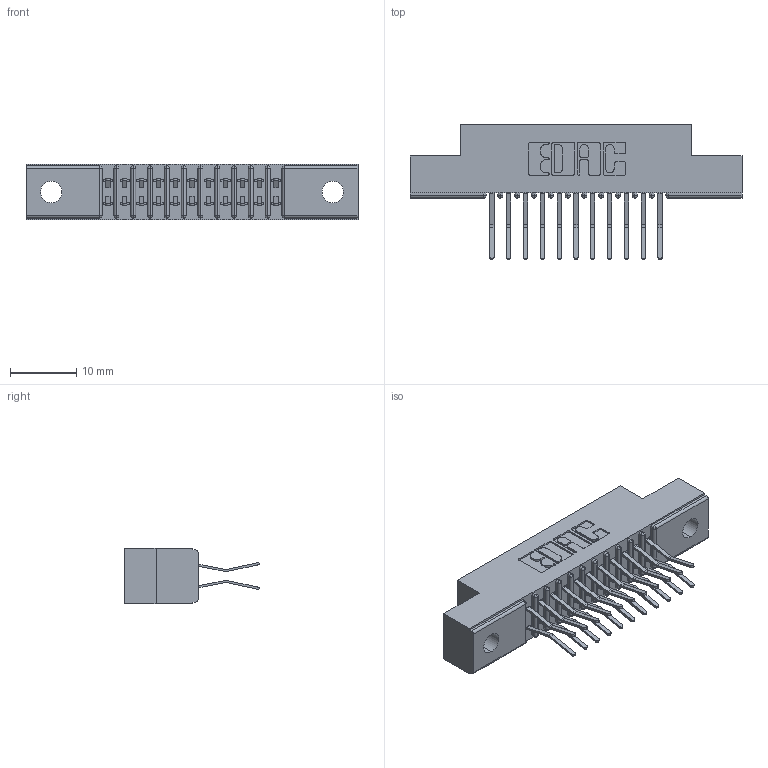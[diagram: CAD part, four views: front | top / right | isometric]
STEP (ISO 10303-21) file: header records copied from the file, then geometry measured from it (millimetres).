
FILE_DESCRIPTION (( 'STEP AP203' ), '1' );
FILE_NAME ('391-022-560-202.STEP', '2018-08-08T19:30:28', ( '' ), ( '' ), 'SwSTEP 2.0', 'SolidWorks 2016', '' );
FILE_SCHEMA (( 'CONFIG_CONTROL_DESIGN' ));
Length unit declared in the file: inch
Products named in the file (3): 341 Part_.128 (3.25) Dia Mounting Holes; 341-292-001_341-292-160; 391-022-560-202
Assembly tree (23 placements, depth 2):
  391-022-560-202
    341 Part_.128 (3.25) Dia Mounting Holes
    341-292-001_341-292-160  x22
Bounding box: 50.16 x 20.37 x 8.38 mm (x, y, z)
Volume: 2867.7 mm3; surface area: 5213.1 mm2
Topology: 23 solids, 23 shells, 1656 faces, 4793 edges, 3110 vertices
Faces by surface type: plane 948, cylinder 664, sphere 24, torus 20
Entity records: 17584 total; most frequent: CARTESIAN_POINT 2925, ORIENTED_EDGE 2902, DIRECTION 2865, EDGE_CURVE 1451, VECTOR 1133, LINE 1133, VERTEX_POINT 926, AXIS2_PLACEMENT_3D 866
